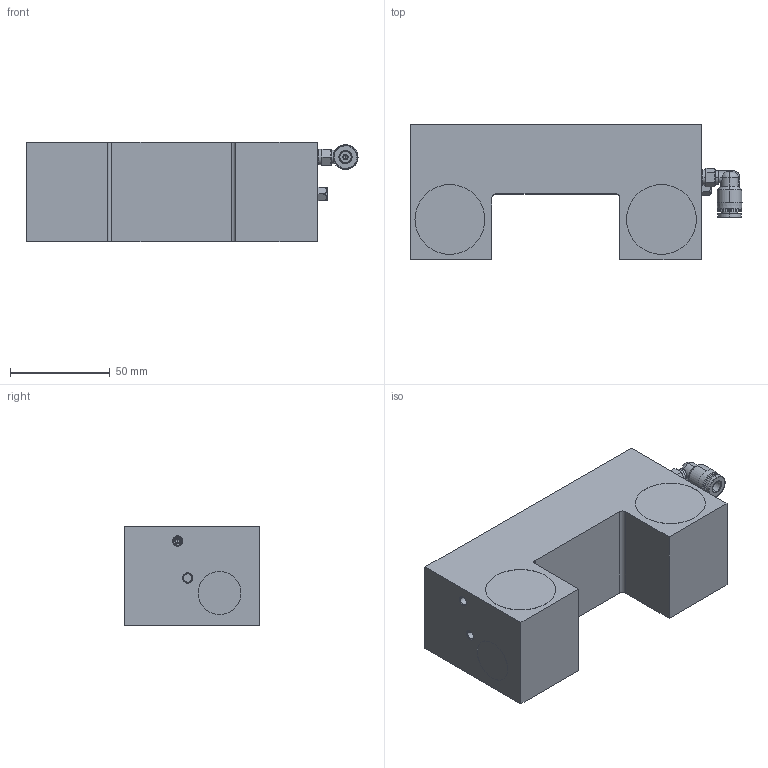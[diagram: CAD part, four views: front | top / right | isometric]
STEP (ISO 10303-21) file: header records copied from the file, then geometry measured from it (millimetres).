
FILE_DESCRIPTION (( 'STEP AP203' ), '1' );
FILE_NAME ('FK65BÆøÑ¹³£¿ª.STEP', '2024-01-09T01:44:37', ( '' ), ( '' ), 'SwSTEP 2.0', 'SolidWorks 2021', '' );
FILE_SCHEMA (( 'CONFIG_CONTROL_DESIGN' ));
Length unit declared in the file: millimetre
Products named in the file (4): M5秏汒ん1; FK65Bァ揤都羲; FK65B翋极; PL6M5
Assembly tree (3 placements, depth 2):
  FK65Bァ揤都羲
    FK65B翋极
    M5秏汒ん1
    PL6M5
Bounding box: 166.35 x 68 x 50 mm (x, y, z)
Volume: 384505.6 mm3; surface area: 48208.6 mm2
Topology: 3 solids, 3 shells, 187 faces, 429 edges, 257 vertices
Faces by surface type: cylinder 59, cone 57, plane 49, bspline 14, torus 8
Entity records: 6219 total; most frequent: CARTESIAN_POINT 1654, DIRECTION 914, ORIENTED_EDGE 838, EDGE_CURVE 419, AXIS2_PLACEMENT_3D 381, VERTEX_POINT 257, EDGE_LOOP 212, CIRCLE 202
